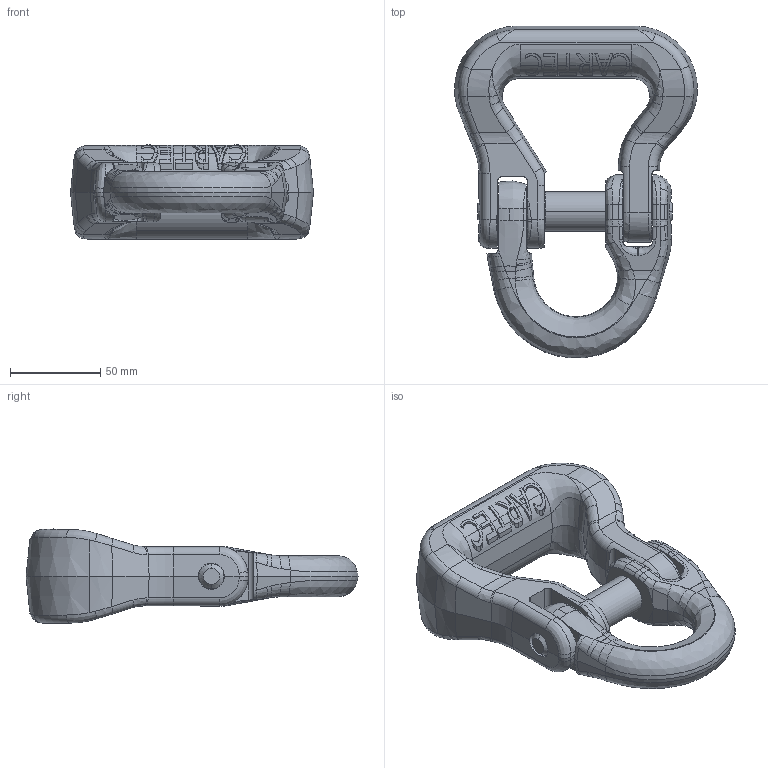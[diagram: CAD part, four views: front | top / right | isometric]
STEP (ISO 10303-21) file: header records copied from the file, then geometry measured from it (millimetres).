
FILE_DESCRIPTION(('STEP AP214'),'1');
FILE_NAME('cls_20.stp','2018-01-24T09:11:18',('TraceParts'),('TraceParts S.A.'),'Spatial InterOp 3D',' ',' ');
FILE_SCHEMA(('automotive_design'));
Length unit declared in the file: millimetre
Products named in the file (4): cls_20_1; cls_20_2; cls_20_3; cls_20_4
Bounding box: 135 x 184.44 x 52.29 mm (x, y, z)
Volume: 411794.1 mm3; surface area: 72084.5 mm2
Topology: 4 solids, 4 shells, 516 faces, 1368 edges, 845 vertices
Faces by surface type: bspline 186, cylinder 146, plane 128, cone 44, torus 12
Entity records: 28680 total; most frequent: CARTESIAN_POINT 12757, ORIENTED_EDGE 2710, DIRECTION 2173, EDGE_CURVE 1355, AXIS2_PLACEMENT_3D 854, VERTEX_POINT 845, EDGE_LOOP 528, STYLED_ITEM 520
